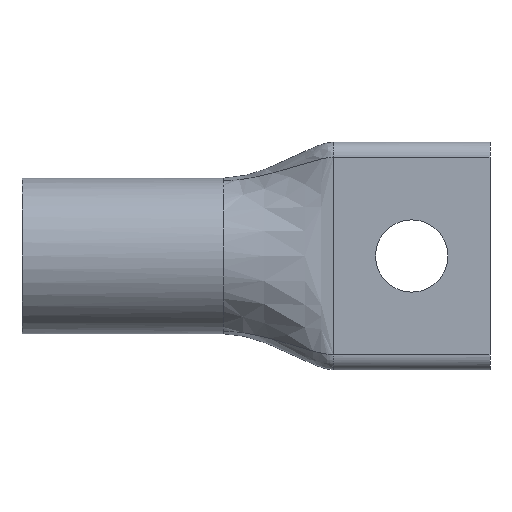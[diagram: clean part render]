
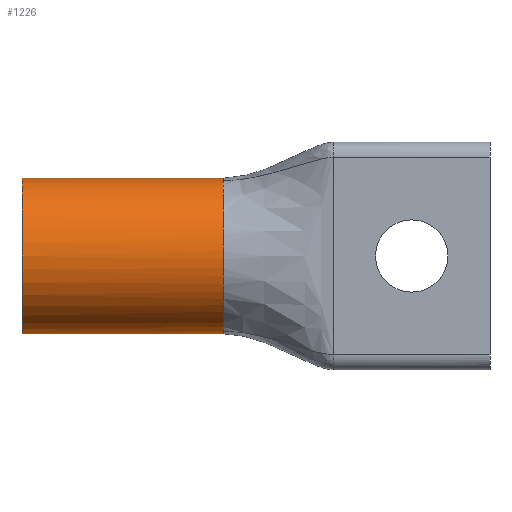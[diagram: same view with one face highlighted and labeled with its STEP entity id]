
A CAD part, front view. The second image highlights one B-rep face of the part: STEP entity #1226.
In plain terms, the highlighted cylindrical face has radius 11.113 mm (diameter 22.225 mm), a partial arc.
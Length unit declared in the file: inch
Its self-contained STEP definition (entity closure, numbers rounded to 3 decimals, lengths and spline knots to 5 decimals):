
#28 = DIRECTION ( 'NONE',  ( 0., 0., 1. ) ) ;
#53 = EDGE_CURVE ( 'NONE', #557, #1307, #476, .T. ) ;
#101 = CARTESIAN_POINT ( 'NONE',  ( 1.13, 0.32427, -0.42259 ) ) ;
#124 = VECTOR ( 'NONE', #1470, 39.37008 ) ;
#153 = ORIENTED_EDGE ( 'NONE', *, *, #53, .T. ) ;
#163 = CARTESIAN_POINT ( 'NONE',  ( 1.13, 0.32427, -0.42259 ) ) ;
#175 = CARTESIAN_POINT ( 'NONE',  ( 0., 0.4375, 0.4375 ) ) ;
#176 = LINE ( 'NONE', #1829, #1116 ) ;
#194 = DIRECTION ( 'NONE',  ( -1., 0., 0. ) ) ;
#199 = CARTESIAN_POINT ( 'NONE',  ( 1.13, 0.4283, 0.4375 ) ) ;
#201 = CARTESIAN_POINT ( 'NONE',  ( 1.13, 0.32427, 0.42259 ) ) ;
#223 = CARTESIAN_POINT ( 'NONE',  ( 1.13, 0.11946, 0.30419 ) ) ;
#257 = CARTESIAN_POINT ( 'NONE',  ( 1.13, 0.32427, -0.42259 ) ) ;
#279 = EDGE_CURVE ( 'NONE', #1348, #623, #922, .T. ) ;
#280 = EDGE_LOOP ( 'NONE', ( #1474, #387, #658, #1055, #986, #153 ) ) ;
#338 = CARTESIAN_POINT ( 'NONE',  ( 1.13, 0.4375, 0.4375 ) ) ;
#343 = AXIS2_PLACEMENT_3D ( 'NONE', #480, #1644, #28 ) ;
#387 = ORIENTED_EDGE ( 'NONE', *, *, #1347, .T. ) ;
#404 = CARTESIAN_POINT ( 'NONE',  ( 1.13, 0.00788, -0.09544 ) ) ;
#454 = EDGE_CURVE ( 'NONE', #504, #1307, #176, .T. ) ;
#471 = CARTESIAN_POINT ( 'NONE',  ( 1.13, 0.40991, 0.43693 ) ) ;
#476 = CIRCLE ( 'NONE', #343, 0.4375 ) ;
#480 = CARTESIAN_POINT ( 'NONE',  ( 0., 0.4375, 0. ) ) ;
#504 = VERTEX_POINT ( 'NONE', #653 ) ;
#557 = VERTEX_POINT ( 'NONE', #175 ) ;
#571 = CARTESIAN_POINT ( 'NONE',  ( 1.13, 0.15476, 0.33725 ) ) ;
#614 = VERTEX_POINT ( 'NONE', #338 ) ;
#622 = CARTESIAN_POINT ( 'NONE',  ( 1.13, 0.32427, 0.42259 ) ) ;
#623 = VERTEX_POINT ( 'NONE', #201 ) ;
#653 = CARTESIAN_POINT ( 'NONE',  ( 1.13, 0.4375, -0.4375 ) ) ;
#658 = ORIENTED_EDGE ( 'NONE', *, *, #279, .T. ) ;
#673 = CARTESIAN_POINT ( 'NONE',  ( 1.13, 0.11946, -0.30419 ) ) ;
#702 = CARTESIAN_POINT ( 'NONE',  ( 1.13, 0.15476, -0.33725 ) ) ;
#758 = CARTESIAN_POINT ( 'NONE',  ( 1.13, 0.27817, -0.41024 ) ) ;
#769 = CARTESIAN_POINT ( 'NONE',  ( 1.13, 0.35374, 0.42975 ) ) ;
#826 = EDGE_CURVE ( 'NONE', #614, #623, #1814, .T. ) ;
#830 = CARTESIAN_POINT ( 'NONE',  ( -0.57107, 0.4375, 0. ) ) ;
#839 = CARTESIAN_POINT ( 'NONE',  ( 1.13, 0.03856, 0.18582 ) ) ;
#851 = CARTESIAN_POINT ( 'NONE',  ( 1.13, 0.36114, -0.43247 ) ) ;
#922 = B_SPLINE_CURVE_WITH_KNOTS ( 'NONE', 3,
 ( #163, #758, #1281, #702, #673, #1590, #1259, #404, #1849, #1897, #1300, #839, #1728, #223, #571, #1155, #1746, #1706 ),
 .UNSPECIFIED., .F., .F.,
 ( 4, 2, 2, 2, 2, 2, 2, 2, 4 ),
 ( 0., 0.125, 0.25, 0.375, 0.5, 0.625, 0.75, 0.875, 1. ),
 .UNSPECIFIED. ) ;
#974 = FACE_OUTER_BOUND ( 'NONE', #280, .T. ) ;
#986 = ORIENTED_EDGE ( 'NONE', *, *, #1603, .T. ) ;
#1004 = CARTESIAN_POINT ( 'NONE',  ( 1.13, 0.39932, -0.4375 ) ) ;
#1046 = CARTESIAN_POINT ( 'NONE',  ( 1.13, 0.4375, -0.4375 ) ) ;
#1055 = ORIENTED_EDGE ( 'NONE', *, *, #826, .F. ) ;
#1116 = VECTOR ( 'NONE', #194, 39.37008 ) ;
#1155 = CARTESIAN_POINT ( 'NONE',  ( 1.13, 0.23412, 0.39028 ) ) ;
#1226 = ADVANCED_FACE ( 'NONE', ( #974 ), #1559, .T. ) ;
#1259 = CARTESIAN_POINT ( 'NONE',  ( 1.13, 0.03856, -0.18582 ) ) ;
#1281 = CARTESIAN_POINT ( 'NONE',  ( 1.13, 0.23412, -0.39028 ) ) ;
#1300 = CARTESIAN_POINT ( 'NONE',  ( 1.13, 0.00788, 0.09544 ) ) ;
#1307 = VERTEX_POINT ( 'NONE', #1450 ) ;
#1347 = EDGE_CURVE ( 'NONE', #504, #1348, #1397, .T. ) ;
#1348 = VERTEX_POINT ( 'NONE', #257 ) ;
#1354 = CARTESIAN_POINT ( 'NONE',  ( -0.57107, 0.4375, 0.4375 ) ) ;
#1397 = B_SPLINE_CURVE_WITH_KNOTS ( 'NONE', 3,
 ( #1046, #1004, #851, #101 ),
 .UNSPECIFIED., .F., .F.,
 ( 4, 4 ),
 ( 0., 1. ),
 .UNSPECIFIED. ) ;
#1418 = DIRECTION ( 'NONE',  ( -1., 0., 0. ) ) ;
#1450 = CARTESIAN_POINT ( 'NONE',  ( 0., 0.4375, -0.4375 ) ) ;
#1470 = DIRECTION ( 'NONE',  ( -1., 0., 0. ) ) ;
#1474 = ORIENTED_EDGE ( 'NONE', *, *, #454, .F. ) ;
#1487 = LINE ( 'NONE', #1354, #124 ) ;
#1498 = CARTESIAN_POINT ( 'NONE',  ( 1.13, 0.33424, 0.42526 ) ) ;
#1559 = CYLINDRICAL_SURFACE ( 'NONE', #1854, 0.4375 ) ;
#1590 = CARTESIAN_POINT ( 'NONE',  ( 1.13, 0.06136, -0.22847 ) ) ;
#1591 = DIRECTION ( 'NONE',  ( 0., 0., 1. ) ) ;
#1603 = EDGE_CURVE ( 'NONE', #614, #557, #1487, .T. ) ;
#1644 = DIRECTION ( 'NONE',  ( 1., 0., 0. ) ) ;
#1645 = CARTESIAN_POINT ( 'NONE',  ( 1.13, 0.38207, 0.43427 ) ) ;
#1653 = CARTESIAN_POINT ( 'NONE',  ( 1.13, 0.4375, 0.4375 ) ) ;
#1706 = CARTESIAN_POINT ( 'NONE',  ( 1.13, 0.32427, 0.42259 ) ) ;
#1728 = CARTESIAN_POINT ( 'NONE',  ( 1.13, 0.06136, 0.22847 ) ) ;
#1746 = CARTESIAN_POINT ( 'NONE',  ( 1.13, 0.27817, 0.41024 ) ) ;
#1814 = B_SPLINE_CURVE_WITH_KNOTS ( 'NONE', 3,
 ( #1653, #199, #471, #1645, #769, #1498, #622 ),
 .UNSPECIFIED., .F., .F.,
 ( 4, 1, 1, 1, 4 ),
 ( 0., 0.25, 0.5, 0.75, 1. ),
 .UNSPECIFIED. ) ;
#1829 = CARTESIAN_POINT ( 'NONE',  ( -0.57107, 0.4375, -0.4375 ) ) ;
#1849 = CARTESIAN_POINT ( 'NONE',  ( 1.13, 0., -0.04772 ) ) ;
#1854 = AXIS2_PLACEMENT_3D ( 'NONE', #830, #1418, #1591 ) ;
#1897 = CARTESIAN_POINT ( 'NONE',  ( 1.13, 0., 0.04772 ) ) ;
